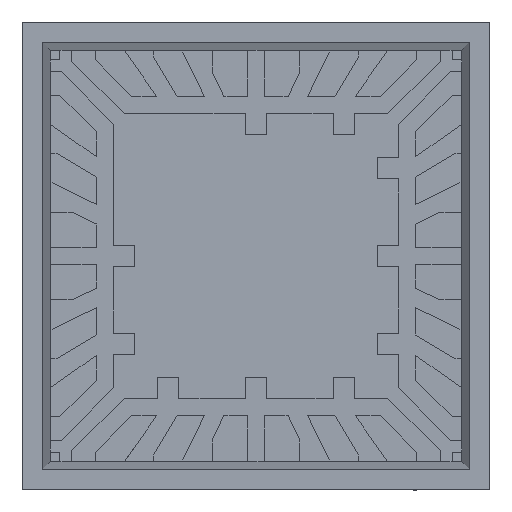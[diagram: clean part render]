
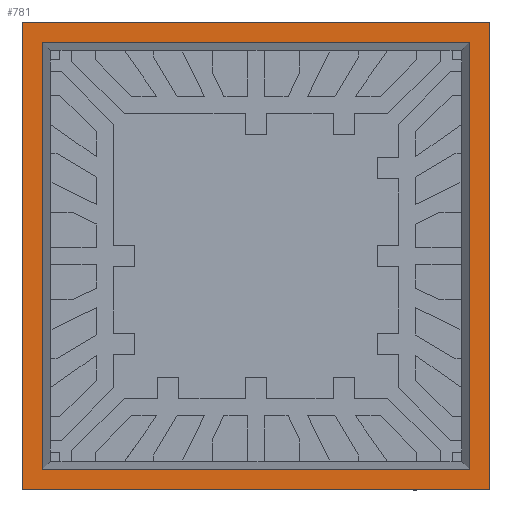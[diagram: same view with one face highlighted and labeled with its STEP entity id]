
A CAD part, top view. The second image highlights one B-rep face of the part: STEP entity #781.
In plain terms, the highlighted planar face has unit normal (0, 0, 1).
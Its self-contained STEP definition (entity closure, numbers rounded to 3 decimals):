
#224 = CARTESIAN_POINT ( 'NONE',  ( -1.826, -1.826, 0.835 ) ) ;
#227 = CARTESIAN_POINT ( 'NONE',  ( -1.826, 1.826, 0.835 ) ) ;
#231 = CARTESIAN_POINT ( 'NONE',  ( -1.826, 1.826, 0.835 ) ) ;
#233 = DIRECTION ( 'NONE',  ( 1., 0., 0. ) ) ;
#234 = CARTESIAN_POINT ( 'NONE',  ( 1.826, 1.826, 0.835 ) ) ;
#235 = DIRECTION ( 'NONE',  ( 0., -1., 0. ) ) ;
#237 = DIRECTION ( 'NONE',  ( -1., 0., 0. ) ) ;
#239 = DIRECTION ( 'NONE',  ( 0., 1., 0. ) ) ;
#324 = EDGE_CURVE ( 'NONE', #10919, #10436, #11994, .T. ) ;
#325 = EDGE_CURVE ( 'NONE', #10920, #10919, #11998, .T. ) ;
#326 = EDGE_CURVE ( 'NONE', #10927, #10920, #12000, .T. ) ;
#327 = EDGE_CURVE ( 'NONE', #10436, #10927, #12002, .T. ) ;
#649 = EDGE_LOOP ( 'NONE', ( #2092, #2093, #2094, #2095 ) ) ;
#781 = ADVANCED_FACE ( 'NONE', ( #13756, #13760 ), #15285, .F. ) ;
#2092 = ORIENTED_EDGE ( 'NONE', *, *, #324, .F. ) ;
#2093 = ORIENTED_EDGE ( 'NONE', *, *, #325, .F. ) ;
#2094 = ORIENTED_EDGE ( 'NONE', *, *, #326, .F. ) ;
#2095 = ORIENTED_EDGE ( 'NONE', *, *, #327, .F. ) ;
#2096 = ORIENTED_EDGE ( 'NONE', *, *, #11167, .T. ) ;
#2097 = ORIENTED_EDGE ( 'NONE', *, *, #11201, .T. ) ;
#2098 = ORIENTED_EDGE ( 'NONE', *, *, #11290, .T. ) ;
#2099 = ORIENTED_EDGE ( 'NONE', *, *, #11259, .T. ) ;
#7733 = EDGE_LOOP ( 'NONE', ( #2096, #2097, #2098, #2099 ) ) ;
#10436 = VERTEX_POINT ( 'NONE', #28621 ) ;
#10479 = VERTEX_POINT ( 'NONE', #28664 ) ;
#10919 = VERTEX_POINT ( 'NONE', #29104 ) ;
#10920 = VERTEX_POINT ( 'NONE', #29105 ) ;
#10927 = VERTEX_POINT ( 'NONE', #29112 ) ;
#11167 = EDGE_CURVE ( 'NONE', #11427, #11423, #28233, .T. ) ;
#11201 = EDGE_CURVE ( 'NONE', #11423, #11441, #28273, .T. ) ;
#11259 = EDGE_CURVE ( 'NONE', #10479, #11427, #28441, .T. ) ;
#11290 = EDGE_CURVE ( 'NONE', #11441, #10479, #28503, .T. ) ;
#11423 = VERTEX_POINT ( 'NONE', #29908 ) ;
#11427 = VERTEX_POINT ( 'NONE', #29910 ) ;
#11441 = VERTEX_POINT ( 'NONE', #29924 ) ;
#11994 = LINE ( 'NONE', #224, #12001 ) ;
#11998 = LINE ( 'NONE', #227, #12003 ) ;
#12000 = LINE ( 'NONE', #231, #12005 ) ;
#12001 = VECTOR ( 'NONE', #233, 1000. ) ;
#12002 = LINE ( 'NONE', #234, #12007 ) ;
#12003 = VECTOR ( 'NONE', #235, 1000. ) ;
#12005 = VECTOR ( 'NONE', #237, 1000. ) ;
#12007 = VECTOR ( 'NONE', #239, 1000. ) ;
#13756 = FACE_BOUND ( 'NONE', #649, .T. ) ;
#13760 = FACE_OUTER_BOUND ( 'NONE', #7733, .T. ) ;
#14751 = AXIS2_PLACEMENT_3D ( 'NONE', #15283, #15279, #15287 ) ;
#15279 = DIRECTION ( 'NONE',  ( 0., 0., -1. ) ) ;
#15283 = CARTESIAN_POINT ( 'NONE',  ( -2., 2., 0.835 ) ) ;
#15285 = PLANE ( 'NONE',  #14751 ) ;
#15287 = DIRECTION ( 'NONE',  ( -1., 0., 0. ) ) ;
#28233 = LINE ( 'NONE', #29575, #28260 ) ;
#28260 = VECTOR ( 'NONE', #29623, 1000. ) ;
#28273 = LINE ( 'NONE', #29633, #28328 ) ;
#28328 = VECTOR ( 'NONE', #29691, 1000. ) ;
#28441 = LINE ( 'NONE', #29806, #28444 ) ;
#28444 = VECTOR ( 'NONE', #29807, 1000. ) ;
#28503 = LINE ( 'NONE', #29868, #28506 ) ;
#28506 = VECTOR ( 'NONE', #29869, 1000. ) ;
#28621 = CARTESIAN_POINT ( 'NONE',  ( 1.826, -1.826, 0.835 ) ) ;
#28664 = CARTESIAN_POINT ( 'NONE',  ( 2., 2., 0.835 ) ) ;
#29104 = CARTESIAN_POINT ( 'NONE',  ( -1.826, -1.826, 0.835 ) ) ;
#29105 = CARTESIAN_POINT ( 'NONE',  ( -1.826, 1.826, 0.835 ) ) ;
#29112 = CARTESIAN_POINT ( 'NONE',  ( 1.826, 1.826, 0.835 ) ) ;
#29575 = CARTESIAN_POINT ( 'NONE',  ( -2., -2., 0.835 ) ) ;
#29623 = DIRECTION ( 'NONE',  ( 0., -1., 0. ) ) ;
#29633 = CARTESIAN_POINT ( 'NONE',  ( 2., -2., 0.835 ) ) ;
#29691 = DIRECTION ( 'NONE',  ( 1., 0., 0. ) ) ;
#29806 = CARTESIAN_POINT ( 'NONE',  ( -2., 2., 0.835 ) ) ;
#29807 = DIRECTION ( 'NONE',  ( -1., 0., 0. ) ) ;
#29868 = CARTESIAN_POINT ( 'NONE',  ( 2., -2., 0.835 ) ) ;
#29869 = DIRECTION ( 'NONE',  ( 0., 1., 0. ) ) ;
#29908 = CARTESIAN_POINT ( 'NONE',  ( -2., -2., 0.835 ) ) ;
#29910 = CARTESIAN_POINT ( 'NONE',  ( -2., 2., 0.835 ) ) ;
#29924 = CARTESIAN_POINT ( 'NONE',  ( 2., -2., 0.835 ) ) ;
